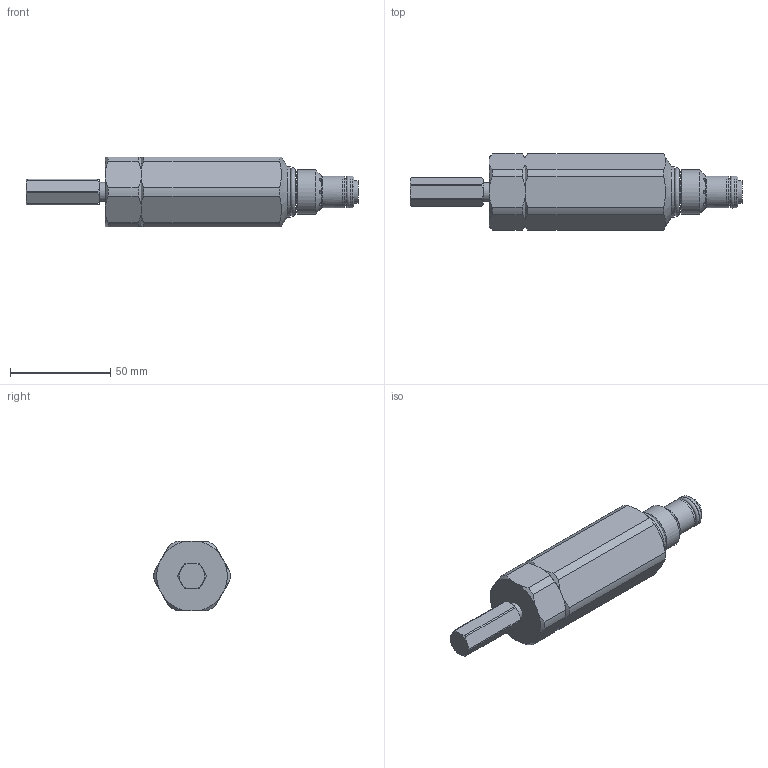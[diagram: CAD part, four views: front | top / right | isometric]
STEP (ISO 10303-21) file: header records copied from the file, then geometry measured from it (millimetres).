
FILE_DESCRIPTION((''),'2;1');
FILE_NAME('HSMR601.stp','2016-03-07T16:12:40',('JGroves'),(''),'Autodesk Inventor 2012','Autodesk Inventor 2012','');
FILE_SCHEMA(('AUTOMOTIVE_DESIGN { 1 0 10303 214 1 1 1 1 }'));
Length unit declared in the file: inch
Products named in the file (1): L401033HS06(HSMR601-P-50-4-TR)_Shrinkwrap_1
Bounding box: 165.87 x 38.09 x 34.92 mm (x, y, z)
Surface area: 19512.7 mm2 (no closed solid volume)
Topology: 0 solids, 12 shells, 103 faces, 342 edges, 236 vertices
Faces by surface type: cylinder 36, plane 35, cone 29, torus 3
Full cylindrical faces by diameter (mm): 1.981 x8, 9.525 x1, 11.176 x2, 13.081 x1, 15.799 x1, 15.85 x2, 19.685 x1, 22.184 x1, 25.4 x1
Entity records: 4169 total; most frequent: CARTESIAN_POINT 1346, ORIENTED_EDGE 539, DIRECTION 526, EDGE_CURVE 307, VERTEX_POINT 225, AXIS2_PLACEMENT_3D 221, EDGE_LOOP 137, CIRCLE 109
